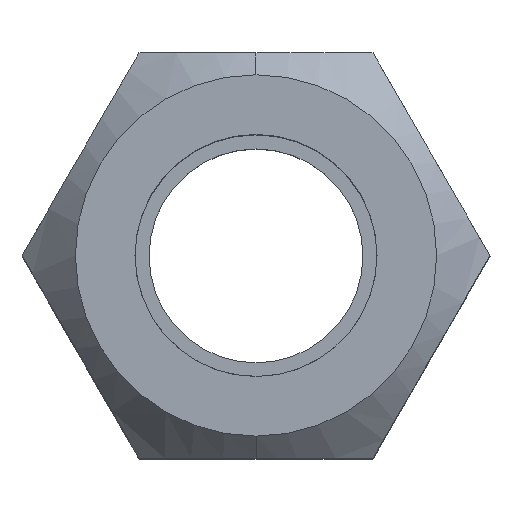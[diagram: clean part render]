
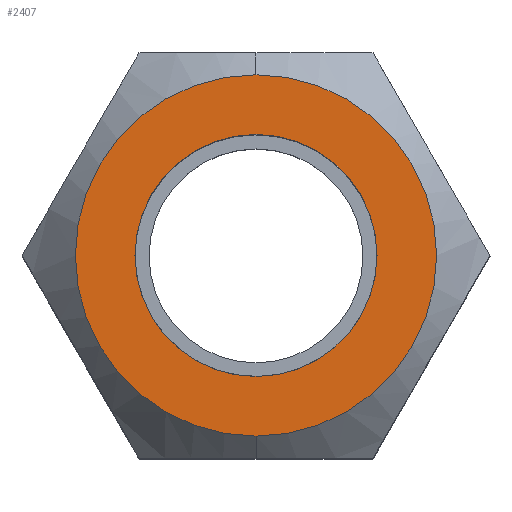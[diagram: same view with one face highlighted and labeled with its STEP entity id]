
A CAD part, top view. The second image highlights one B-rep face of the part: STEP entity #2407.
In plain terms, the highlighted face is planar.
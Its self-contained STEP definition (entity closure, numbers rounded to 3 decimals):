
#129 = CARTESIAN_POINT ( 'NONE',  ( 0., 10.75, -27.5 ) ) ;
#214 = CARTESIAN_POINT ( 'NONE',  ( 0., -16.048, -27.5 ) ) ;
#227 = CARTESIAN_POINT ( 'NONE',  ( 0., 16.048, -27.5 ) ) ;
#271 = DIRECTION ( 'NONE',  ( 0., -1., 0. ) ) ;
#272 = DIRECTION ( 'NONE',  ( 0., 0., 1. ) ) ;
#278 = CIRCLE ( 'NONE', #286, 16.048 ) ;
#280 = CARTESIAN_POINT ( 'NONE',  ( 0., 0., -27.5 ) ) ;
#286 = AXIS2_PLACEMENT_3D ( 'NONE', #280, #272, #271 ) ;
#426 = CARTESIAN_POINT ( 'NONE',  ( 0., 20.785, -27.5 ) ) ;
#427 = PLANE ( 'NONE',  #438 ) ;
#428 = FACE_OUTER_BOUND ( 'NONE', #2367, .T. ) ;
#429 = FACE_BOUND ( 'NONE', #2395, .T. ) ;
#436 = DIRECTION ( 'NONE',  ( 0., -1., 0. ) ) ;
#437 = DIRECTION ( 'NONE',  ( 0., 0., 1. ) ) ;
#438 = AXIS2_PLACEMENT_3D ( 'NONE', #426, #437, #436 ) ;
#443 = CIRCLE ( 'NONE', #459, 10.75 ) ;
#445 = CARTESIAN_POINT ( 'NONE',  ( 0., 0., -27.5 ) ) ;
#457 = DIRECTION ( 'NONE',  ( 0., -1., 0. ) ) ;
#458 = DIRECTION ( 'NONE',  ( 0., 0., 1. ) ) ;
#459 = AXIS2_PLACEMENT_3D ( 'NONE', #445, #458, #457 ) ;
#467 = DIRECTION ( 'NONE',  ( 0., -1., 0. ) ) ;
#468 = DIRECTION ( 'NONE',  ( 0., 0., 1. ) ) ;
#469 = CARTESIAN_POINT ( 'NONE',  ( 0., 0., -27.5 ) ) ;
#470 = AXIS2_PLACEMENT_3D ( 'NONE', #469, #468, #467 ) ;
#471 = CIRCLE ( 'NONE', #470, 16.048 ) ;
#1672 = CIRCLE ( 'NONE', #1692, 10.75 ) ;
#1688 = CARTESIAN_POINT ( 'NONE',  ( 0., -10.75, -27.5 ) ) ;
#1689 = DIRECTION ( 'NONE',  ( 0., -1., 0. ) ) ;
#1690 = DIRECTION ( 'NONE',  ( 0., 0., 1. ) ) ;
#1691 = CARTESIAN_POINT ( 'NONE',  ( 0., 0., -27.5 ) ) ;
#1692 = AXIS2_PLACEMENT_3D ( 'NONE', #1691, #1690, #1689 ) ;
#2161 = EDGE_CURVE ( 'NONE', #2245, #2162, #1672, .T. ) ;
#2162 = VERTEX_POINT ( 'NONE', #1688 ) ;
#2181 = EDGE_CURVE ( 'NONE', #2274, #2296, #278, .T. ) ;
#2245 = VERTEX_POINT ( 'NONE', #129 ) ;
#2274 = VERTEX_POINT ( 'NONE', #214 ) ;
#2296 = VERTEX_POINT ( 'NONE', #227 ) ;
#2361 = ORIENTED_EDGE ( 'NONE', *, *, #2161, .T. ) ;
#2362 = ORIENTED_EDGE ( 'NONE', *, *, #2181, .F. ) ;
#2364 = ORIENTED_EDGE ( 'NONE', *, *, #2384, .T. ) ;
#2367 = EDGE_LOOP ( 'NONE', ( #2362, #2403 ) ) ;
#2384 = EDGE_CURVE ( 'NONE', #2162, #2245, #443, .T. ) ;
#2395 = EDGE_LOOP ( 'NONE', ( #2364, #2361 ) ) ;
#2403 = ORIENTED_EDGE ( 'NONE', *, *, #2404, .F. ) ;
#2404 = EDGE_CURVE ( 'NONE', #2296, #2274, #471, .T. ) ;
#2407 = ADVANCED_FACE ( 'NONE', ( #429, #428 ), #427, .F. ) ;
